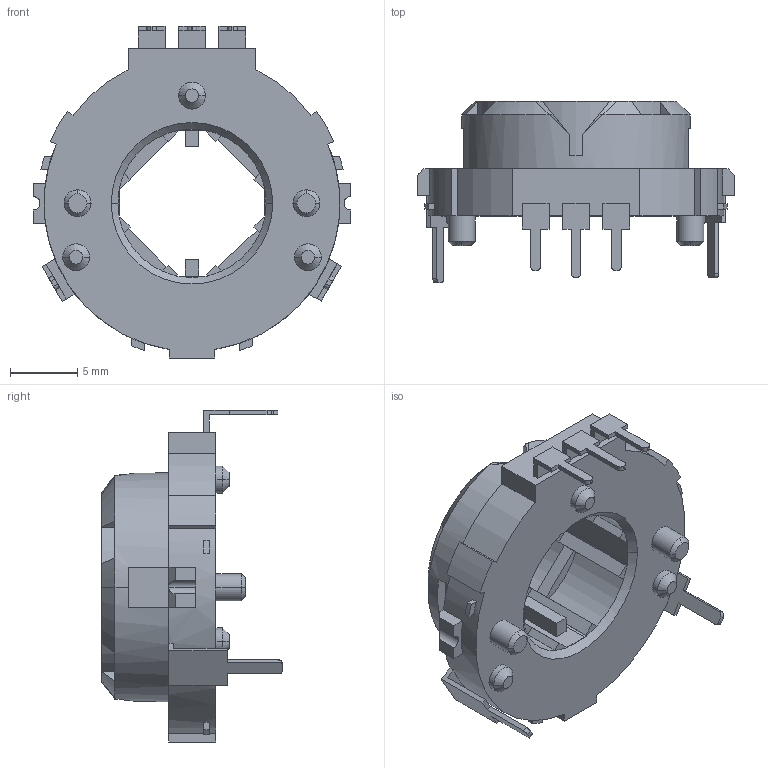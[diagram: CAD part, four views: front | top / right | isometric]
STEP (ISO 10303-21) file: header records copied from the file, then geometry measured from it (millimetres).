
FILE_DESCRIPTION(('STEP AP242'),'1');
FILE_NAME('srgp200200.stp','2021-12-25T11:34:22',('TraceParts'),('TraceParts S.A.'),'Spatial InterOp 3D',' ',' ');
FILE_SCHEMA(('AP242_MANAGED_MODEL_BASED_3D_ENGINEERING_MIM_LF {1 0 10303 442 1 1 4}'));
Length unit declared in the file: millimetre
Products named in the file (1): srgp200200
Bounding box: 23.6 x 13.45 x 24.68 mm (x, y, z)
Volume: 1339.3 mm3; surface area: 2678.3 mm2
Topology: 1 solids, 3 shells, 312 faces, 812 edges, 523 vertices
Faces by surface type: plane 209, cylinder 68, cone 27, bspline 8
Entity records: 12182 total; most frequent: CARTESIAN_POINT 2000, ORIENTED_EDGE 1624, DIRECTION 1567, EDGE_CURVE 812, LINE 531, VECTOR 531, VERTEX_POINT 523, AXIS2_PLACEMENT_3D 518
